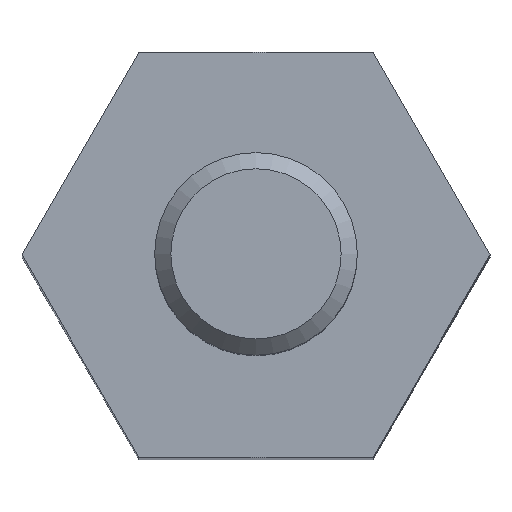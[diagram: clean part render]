
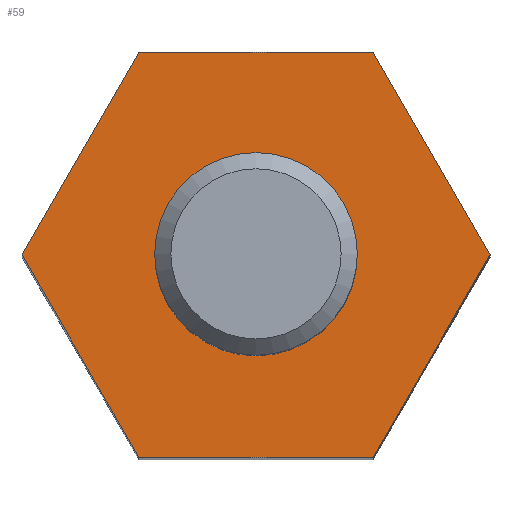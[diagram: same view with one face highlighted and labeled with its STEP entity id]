
A CAD part, top view. The second image highlights one B-rep face of the part: STEP entity #59.
In plain terms, the highlighted planar face has unit normal (0, 0, 1).
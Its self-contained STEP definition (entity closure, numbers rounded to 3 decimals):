
#59 = ADVANCED_FACE( '', ( #134, #135 ), #136, .T. );
#134 = FACE_BOUND( '', #228, .T. );
#135 = FACE_OUTER_BOUND( '', #229, .T. );
#136 = PLANE( '', #230 );
#228 = EDGE_LOOP( '', ( #337 ) );
#229 = EDGE_LOOP( '', ( #338, #339, #340, #341, #342, #343 ) );
#230 = AXIS2_PLACEMENT_3D( '', #344, #345, #346 );
#337 = ORIENTED_EDGE( '', *, *, #491, .T. );
#338 = ORIENTED_EDGE( '', *, *, #503, .T. );
#339 = ORIENTED_EDGE( '', *, *, #504, .T. );
#340 = ORIENTED_EDGE( '', *, *, #505, .T. );
#341 = ORIENTED_EDGE( '', *, *, #506, .T. );
#342 = ORIENTED_EDGE( '', *, *, #499, .T. );
#343 = ORIENTED_EDGE( '', *, *, #507, .T. );
#344 = CARTESIAN_POINT( '', ( 0., 0., 18. ) );
#345 = DIRECTION( '', ( 0., 0., 1. ) );
#346 = DIRECTION( '', ( 1., 0., 0. ) );
#491 = EDGE_CURVE( '', #566, #566, #567, .F. );
#499 = EDGE_CURVE( '', #579, #577, #580, .T. );
#503 = EDGE_CURVE( '', #585, #586, #587, .T. );
#504 = EDGE_CURVE( '', #586, #588, #589, .T. );
#505 = EDGE_CURVE( '', #588, #590, #591, .T. );
#506 = EDGE_CURVE( '', #590, #579, #592, .T. );
#507 = EDGE_CURVE( '', #577, #585, #593, .T. );
#566 = VERTEX_POINT( '', #661 );
#567 = CIRCLE( '', #662, 1.104 );
#577 = VERTEX_POINT( '', #691 );
#579 = VERTEX_POINT( '', #694 );
#580 = LINE( '', #695, #696 );
#585 = VERTEX_POINT( '', #707 );
#586 = VERTEX_POINT( '', #708 );
#587 = LINE( '', #709, #710 );
#588 = VERTEX_POINT( '', #711 );
#589 = LINE( '', #712, #713 );
#590 = VERTEX_POINT( '', #714 );
#591 = LINE( '', #715, #716 );
#592 = LINE( '', #717, #718 );
#593 = LINE( '', #719, #720 );
#661 = CARTESIAN_POINT( '', ( 1.104, 0., 18. ) );
#662 = AXIS2_PLACEMENT_3D( '', #845, #846, #847 );
#691 = CARTESIAN_POINT( '', ( 2.887, 0., 18. ) );
#694 = CARTESIAN_POINT( '', ( 1.443, -2.5, 18. ) );
#695 = CARTESIAN_POINT( '', ( 1.443, -2.5, 18. ) );
#696 = VECTOR( '', #852, 1000. );
#707 = CARTESIAN_POINT( '', ( 1.443, 2.5, 18. ) );
#708 = CARTESIAN_POINT( '', ( -1.443, 2.5, 18. ) );
#709 = CARTESIAN_POINT( '', ( 1.443, 2.5, 18. ) );
#710 = VECTOR( '', #854, 1000. );
#711 = CARTESIAN_POINT( '', ( -2.887, 0., 18. ) );
#712 = CARTESIAN_POINT( '', ( -1.443, 2.5, 18. ) );
#713 = VECTOR( '', #855, 1000. );
#714 = CARTESIAN_POINT( '', ( -1.443, -2.5, 18. ) );
#715 = CARTESIAN_POINT( '', ( -2.887, 0., 18. ) );
#716 = VECTOR( '', #856, 1000. );
#717 = CARTESIAN_POINT( '', ( -1.443, -2.5, 18. ) );
#718 = VECTOR( '', #857, 1000. );
#719 = CARTESIAN_POINT( '', ( 2.887, 0., 18. ) );
#720 = VECTOR( '', #858, 1000. );
#845 = CARTESIAN_POINT( '', ( 0., 0., 18. ) );
#846 = DIRECTION( '', ( 0., 0., 1. ) );
#847 = DIRECTION( '', ( 1., 0., 0. ) );
#852 = DIRECTION( '', ( 0.5, 0.866, 0. ) );
#854 = DIRECTION( '', ( -1., 0., 0. ) );
#855 = DIRECTION( '', ( -0.5, -0.866, 0. ) );
#856 = DIRECTION( '', ( 0.5, -0.866, 0. ) );
#857 = DIRECTION( '', ( 1., 0., 0. ) );
#858 = DIRECTION( '', ( -0.5, 0.866, 0. ) );
